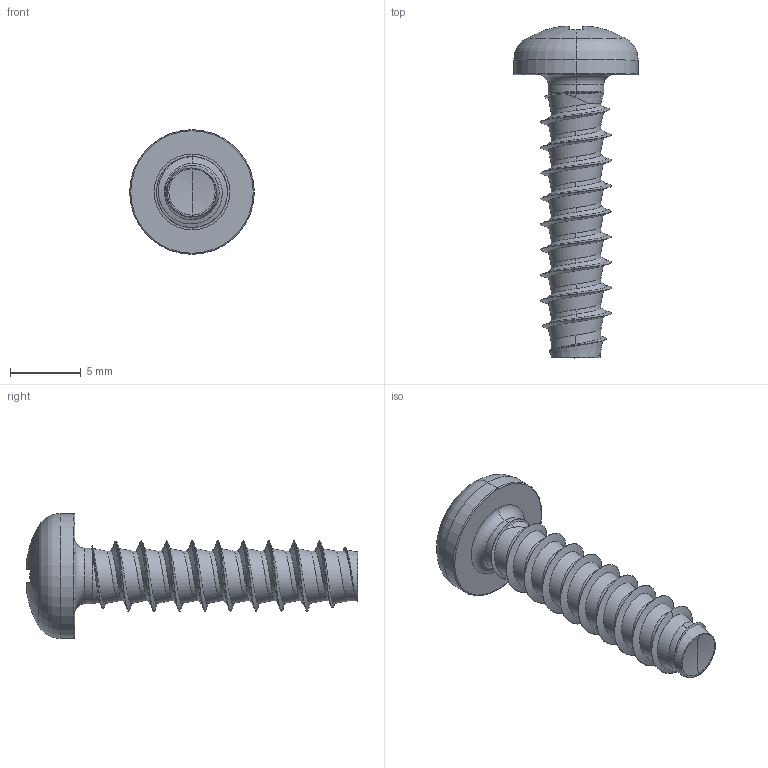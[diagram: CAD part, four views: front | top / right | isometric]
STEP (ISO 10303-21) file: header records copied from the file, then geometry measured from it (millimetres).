
FILE_DESCRIPTION (( 'STEP AP203' ), '1' );
FILE_NAME ('STP220500200.STEP', '2017-08-15T03:25:38', ( '' ), ( '' ), 'SwSTEP 2.0', 'SolidWorks 2015', '' );
FILE_SCHEMA (( 'CONFIG_CONTROL_DESIGN' ));
Length unit declared in the file: millimetre
Products named in the file (1): STP220500200
Bounding box: 8.8 x 23.44 x 8.8 mm (x, y, z)
Volume: 381.7 mm3; surface area: 555.5 mm2
Topology: 1 solids, 1 shells, 187 faces, 448 edges, 263 vertices
Faces by surface type: bspline 55, cylinder 46, plane 30, torus 28, sphere 20, cone 8
Entity records: 24918 total; most frequent: CARTESIAN_POINT 21012, ORIENTED_EDGE 892, DIRECTION 714, EDGE_CURVE 446, AXIS2_PLACEMENT_3D 312, VERTEX_POINT 263, EDGE_LOOP 189, ADVANCED_FACE 187
